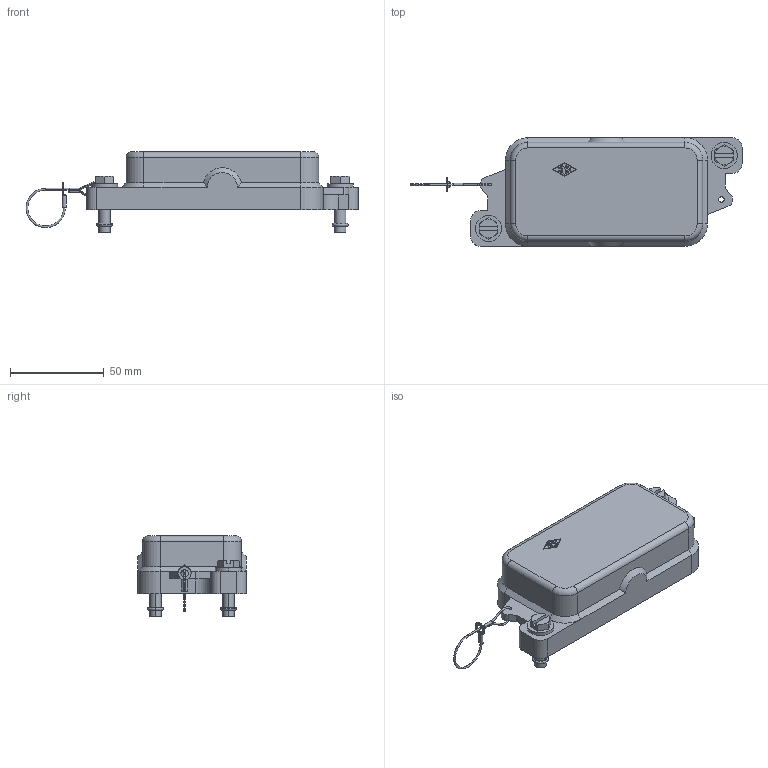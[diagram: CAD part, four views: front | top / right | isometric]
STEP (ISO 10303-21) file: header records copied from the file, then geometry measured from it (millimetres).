
FILE_DESCRIPTION(('Creo Elements/Direct Modeling STEP Export'),'2;1');
FILE_NAME('0ln7uvk49c4b04a4048','2017-02-24T 8:44:01',(''),(''),'PTC Creo Elements/Direct Modeling STEP processor for AP214 (Solid Model)','PTC Creo Elements/Direct Modeling 19.0E 27-Jun-2016 (C) Parametric Technology GmbH','');
FILE_SCHEMA(('AUTOMOTIVE_DESIGN { 1 0 10303 214 1 1 1 1 }'));
Length unit declared in the file: millimetre
Products named in the file (1): CGCE_10
Bounding box: 177.5 x 58 x 43.1 mm (x, y, z)
Volume: 71403.7 mm3; surface area: 33893.9 mm2
Topology: 1 solids, 1 shells, 245 faces, 609 edges, 393 vertices
Faces by surface type: plane 124, cylinder 87, cone 18, torus 16
Entity records: 9533 total; most frequent: CARTESIAN_POINT 1807, ORIENTED_EDGE 1218, DIRECTION 1182, EDGE_CURVE 609, AXIS2_PLACEMENT_3D 423, VERTEX_POINT 393, VECTOR 336, LINE 336
